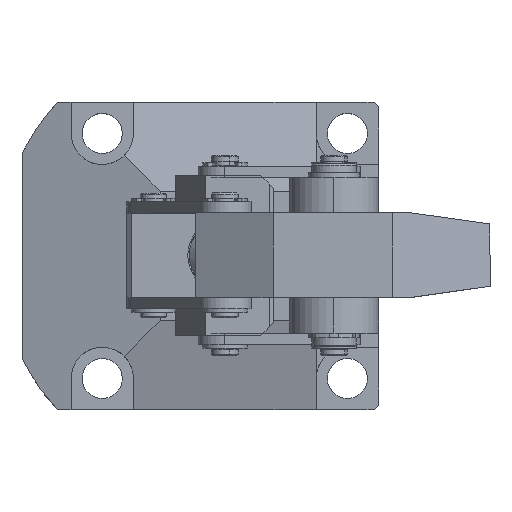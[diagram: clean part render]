
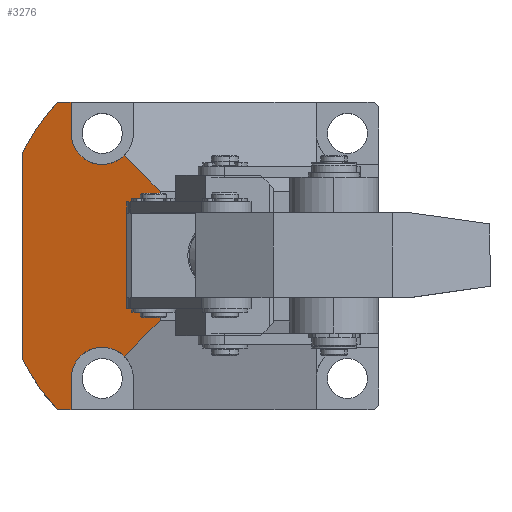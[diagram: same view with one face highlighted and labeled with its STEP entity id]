
A CAD part, top view. The second image highlights one B-rep face of the part: STEP entity #3276.
In plain terms, the highlighted planar face has unit normal (-0.259, 0, 0.966).
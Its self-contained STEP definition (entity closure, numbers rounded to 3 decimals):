
#942 = CARTESIAN_POINT ( 'NONE',  ( -27.731, 17.369, 34.455 ) ) ;
#944 = CARTESIAN_POINT ( 'NONE',  ( -22.55, 22.55, 35.843 ) ) ;
#946 = DIRECTION ( 'NONE',  ( -0.695, -0.695, -0.186 ) ) ;
#948 = CARTESIAN_POINT ( 'NONE',  ( 76.889, -76.889, 62.488 ) ) ;
#950 = CARTESIAN_POINT ( 'NONE',  ( -0.971, 34.5, 41.625 ) ) ;
#952 = CARTESIAN_POINT ( 'NONE',  ( -34.5, 27.5, 32.641 ) ) ;
#957 = CARTESIAN_POINT ( 'NONE',  ( -34.5, 34.5, 32.641 ) ) ;
#959 = CARTESIAN_POINT ( 'NONE',  ( -34.5, 20.173, 32.641 ) ) ;
#960 = DIRECTION ( 'NONE',  ( -0.695, 0.695, -0.186 ) ) ;
#961 = DIRECTION ( 'NONE',  ( 0., -1., 0. ) ) ;
#1136 = CARTESIAN_POINT ( 'NONE',  ( -91.892, -91.892, 17.263 ) ) ;
#1146 = CARTESIAN_POINT ( 'NONE',  ( -22.55, -22.55, 35.843 ) ) ;
#1148 =( BOUNDED_CURVE ( )  B_SPLINE_CURVE ( 3, ( #10658, #11886, #14527, #11901 ),
 .UNSPECIFIED., .F., .T. ) 
 B_SPLINE_CURVE_WITH_KNOTS ( ( 4, 4 ),
 ( 5.54, 5.814 ),
 .UNSPECIFIED. ) 
 CURVE ( )  GEOMETRIC_REPRESENTATION_ITEM ( )  RATIONAL_B_SPLINE_CURVE ( ( 1., 0.994, 0.994, 1. ) ) 
 REPRESENTATION_ITEM ( '' )  );
#1155 =( BOUNDED_CURVE ( )  B_SPLINE_CURVE ( 3, ( #11243, #6790, #6806, #1146 ),
 .UNSPECIFIED., .F., .F. ) 
 B_SPLINE_CURVE_WITH_KNOTS ( ( 4, 4 ),
 ( 3.142, 5.498 ),
 .UNSPECIFIED. ) 
 CURVE ( )  GEOMETRIC_REPRESENTATION_ITEM ( )  RATIONAL_B_SPLINE_CURVE ( ( 1., 0.588, 0.588, 1. ) ) 
 REPRESENTATION_ITEM ( '' )  );
#1163 =( BOUNDED_CURVE ( )  B_SPLINE_CURVE ( 3, ( #11048, #11051, #11047, #11046 ),
 .UNSPECIFIED., .F., .T. ) 
 B_SPLINE_CURVE_WITH_KNOTS ( ( 4, 4 ),
 ( 0.469, 0.743 ),
 .UNSPECIFIED. ) 
 CURVE ( )  GEOMETRIC_REPRESENTATION_ITEM ( )  RATIONAL_B_SPLINE_CURVE ( ( 1., 0.994, 0.994, 1. ) ) 
 REPRESENTATION_ITEM ( '' )  );
#1165 =( BOUNDED_CURVE ( )  B_SPLINE_CURVE ( 3, ( #952, #959, #942, #944 ),
 .UNSPECIFIED., .F., .F. ) 
 B_SPLINE_CURVE_WITH_KNOTS ( ( 4, 4 ),
 ( 3.142, 5.498 ),
 .UNSPECIFIED. ) 
 CURVE ( )  GEOMETRIC_REPRESENTATION_ITEM ( )  RATIONAL_B_SPLINE_CURVE ( ( 1., 0.588, 0.588, 1. ) ) 
 REPRESENTATION_ITEM ( '' )  );
#1837 = CARTESIAN_POINT ( 'NONE',  ( -14.5, -174.84, 38. ) ) ;
#1844 = PLANE ( 'NONE',  #2299 ) ;
#1846 = DIRECTION ( 'NONE',  ( 0.259, 0., -0.966 ) ) ;
#1847 = DIRECTION ( 'NONE',  ( -0.966, 0., -0.259 ) ) ;
#1973 = EDGE_CURVE ( 'NONE', #4509, #4508, #3640, .T. ) ;
#1979 = EDGE_CURVE ( 'NONE', #4506, #4505, #1155, .T. ) ;
#1984 = EDGE_CURVE ( 'NONE', #4556, #4505, #3623, .T. ) ;
#1985 = EDGE_CURVE ( 'NONE', #4561, #4515, #3621, .T. ) ;
#1986 = EDGE_CURVE ( 'NONE', #4507, #4515, #1165, .T. ) ;
#1987 = EDGE_CURVE ( 'NONE', #4502, #4507, #3619, .T. ) ;
#1988 = EDGE_CURVE ( 'NONE', #4502, #4499, #3644, .T. ) ;
#1989 = EDGE_CURVE ( 'NONE', #4559, #4499, #1163, .T. ) ;
#1990 = EDGE_CURVE ( 'NONE', #4508, #4600, #1148, .T. ) ;
#1991 = EDGE_CURVE ( 'NONE', #4509, #4506, #3614, .T. ) ;
#2299 = AXIS2_PLACEMENT_3D ( 'NONE', #1837, #1846, #1847 ) ;
#2728 = EDGE_LOOP ( 'NONE', ( #3691, #3692, #3693, #3694, #3695, #3696, #3697, #3698, #3699, #3700, #3701, #3702 ) ) ;
#3276 = ADVANCED_FACE ( 'NONE', ( #6932 ), #1844, .F. ) ;
#3614 = LINE ( 'NONE', #11049, #3616 ) ;
#3615 = VECTOR ( 'NONE', #11050, 1000. ) ;
#3616 = VECTOR ( 'NONE', #5677, 1000. ) ;
#3617 = VECTOR ( 'NONE', #961, 1000. ) ;
#3618 = VECTOR ( 'NONE', #960, 1000. ) ;
#3619 = LINE ( 'NONE', #957, #3617 ) ;
#3620 = VECTOR ( 'NONE', #946, 1000. ) ;
#3621 = LINE ( 'NONE', #948, #3618 ) ;
#3623 = LINE ( 'NONE', #1136, #3620 ) ;
#3637 = VECTOR ( 'NONE', #6800, 1000. ) ;
#3640 = LINE ( 'NONE', #6801, #3637 ) ;
#3644 = LINE ( 'NONE', #950, #3615 ) ;
#3691 = ORIENTED_EDGE ( 'NONE', *, *, #1984, .F. ) ;
#3692 = ORIENTED_EDGE ( 'NONE', *, *, #7897, .T. ) ;
#3693 = ORIENTED_EDGE ( 'NONE', *, *, #1985, .T. ) ;
#3694 = ORIENTED_EDGE ( 'NONE', *, *, #1986, .F. ) ;
#3695 = ORIENTED_EDGE ( 'NONE', *, *, #1987, .F. ) ;
#3696 = ORIENTED_EDGE ( 'NONE', *, *, #1988, .T. ) ;
#3697 = ORIENTED_EDGE ( 'NONE', *, *, #1989, .F. ) ;
#3698 = ORIENTED_EDGE ( 'NONE', *, *, #7876, .F. ) ;
#3699 = ORIENTED_EDGE ( 'NONE', *, *, #1990, .F. ) ;
#3700 = ORIENTED_EDGE ( 'NONE', *, *, #1973, .F. ) ;
#3701 = ORIENTED_EDGE ( 'NONE', *, *, #1991, .T. ) ;
#3702 = ORIENTED_EDGE ( 'NONE', *, *, #1979, .T. ) ;
#4499 = VERTEX_POINT ( 'NONE', #5505 ) ;
#4502 = VERTEX_POINT ( 'NONE', #5508 ) ;
#4505 = VERTEX_POINT ( 'NONE', #5511 ) ;
#4506 = VERTEX_POINT ( 'NONE', #5512 ) ;
#4507 = VERTEX_POINT ( 'NONE', #5513 ) ;
#4508 = VERTEX_POINT ( 'NONE', #5514 ) ;
#4509 = VERTEX_POINT ( 'NONE', #5515 ) ;
#4515 = VERTEX_POINT ( 'NONE', #5521 ) ;
#4556 = VERTEX_POINT ( 'NONE', #5562 ) ;
#4559 = VERTEX_POINT ( 'NONE', #5565 ) ;
#4561 = VERTEX_POINT ( 'NONE', #5567 ) ;
#4600 = VERTEX_POINT ( 'NONE', #5606 ) ;
#5505 = CARTESIAN_POINT ( 'NONE',  ( -37.56, 34.5, 31.821 ) ) ;
#5508 = CARTESIAN_POINT ( 'NONE',  ( -34.5, 34.5, 32.641 ) ) ;
#5511 = CARTESIAN_POINT ( 'NONE',  ( -22.55, -22.55, 35.843 ) ) ;
#5512 = CARTESIAN_POINT ( 'NONE',  ( -34.5, -27.5, 32.641 ) ) ;
#5513 = CARTESIAN_POINT ( 'NONE',  ( -34.5, 27.5, 32.641 ) ) ;
#5514 = CARTESIAN_POINT ( 'NONE',  ( -37.56, -34.5, 31.821 ) ) ;
#5515 = CARTESIAN_POINT ( 'NONE',  ( -34.5, -34.5, 32.641 ) ) ;
#5521 = CARTESIAN_POINT ( 'NONE',  ( -22.55, 22.55, 35.843 ) ) ;
#5562 = CARTESIAN_POINT ( 'NONE',  ( -14.5, -14.5, 38. ) ) ;
#5565 = CARTESIAN_POINT ( 'NONE',  ( -45.5, 23.038, 29.694 ) ) ;
#5567 = CARTESIAN_POINT ( 'NONE',  ( -14.5, 14.5, 38. ) ) ;
#5606 = CARTESIAN_POINT ( 'NONE',  ( -45.5, -23.038, 29.694 ) ) ;
#5677 = DIRECTION ( 'NONE',  ( 0., 1., 0. ) ) ;
#6790 = CARTESIAN_POINT ( 'NONE',  ( -34.5, -20.173, 32.641 ) ) ;
#6800 = DIRECTION ( 'NONE',  ( -0.966, 0., -0.259 ) ) ;
#6801 = CARTESIAN_POINT ( 'NONE',  ( -0.971, -34.5, 41.625 ) ) ;
#6806 = CARTESIAN_POINT ( 'NONE',  ( -27.731, -17.369, 34.455 ) ) ;
#6932 = FACE_OUTER_BOUND ( 'NONE', #2728, .T. ) ;
#7876 = EDGE_CURVE ( 'NONE', #4600, #4559, #10428, .T. ) ;
#7897 = EDGE_CURVE ( 'NONE', #4556, #4561, #10457, .T. ) ;
#10428 = LINE ( 'NONE', #13691, #10431 ) ;
#10431 = VECTOR ( 'NONE', #13693, 1000. ) ;
#10457 = LINE ( 'NONE', #13810, #10460 ) ;
#10460 = VECTOR ( 'NONE', #13811, 1000. ) ;
#10658 = CARTESIAN_POINT ( 'NONE',  ( -37.56, -34.5, 31.821 ) ) ;
#11046 = CARTESIAN_POINT ( 'NONE',  ( -37.56, 34.5, 31.821 ) ) ;
#11047 = CARTESIAN_POINT ( 'NONE',  ( -40.724, 31.055, 30.973 ) ) ;
#11048 = CARTESIAN_POINT ( 'NONE',  ( -45.5, 23.038, 29.694 ) ) ;
#11049 = CARTESIAN_POINT ( 'NONE',  ( -34.5, -34.5, 32.641 ) ) ;
#11050 = DIRECTION ( 'NONE',  ( -0.966, 0., -0.259 ) ) ;
#11051 = CARTESIAN_POINT ( 'NONE',  ( -43.387, 27.211, 30.26 ) ) ;
#11243 = CARTESIAN_POINT ( 'NONE',  ( -34.5, -27.5, 32.641 ) ) ;
#11886 = CARTESIAN_POINT ( 'NONE',  ( -40.724, -31.055, 30.973 ) ) ;
#11901 = CARTESIAN_POINT ( 'NONE',  ( -45.5, -23.038, 29.694 ) ) ;
#13691 = CARTESIAN_POINT ( 'NONE',  ( -45.5, -174.84, 29.694 ) ) ;
#13693 = DIRECTION ( 'NONE',  ( 0., 1., 0. ) ) ;
#13810 = CARTESIAN_POINT ( 'NONE',  ( -14.5, -174.84, 38. ) ) ;
#13811 = DIRECTION ( 'NONE',  ( 0., 1., 0. ) ) ;
#14527 = CARTESIAN_POINT ( 'NONE',  ( -43.387, -27.211, 30.26 ) ) ;
